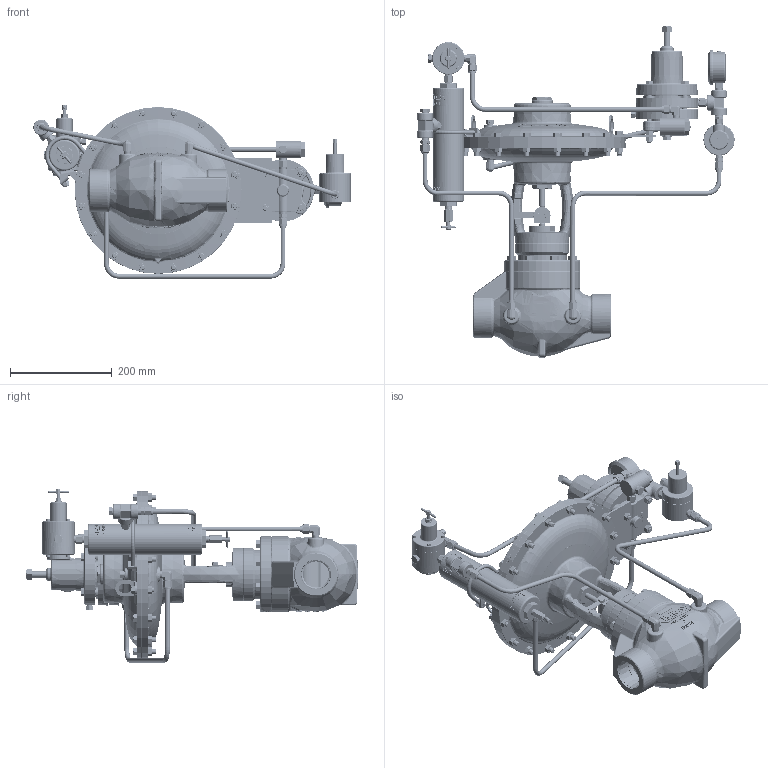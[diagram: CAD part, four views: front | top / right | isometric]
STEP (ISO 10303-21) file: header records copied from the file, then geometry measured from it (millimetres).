
FILE_DESCRIPTION (( 'STEP AP214' ), '1' );
FILE_NAME ('CVS2150SMT30-HPPR.STEP', '2024-04-24T13:28:38', ( '' ), ( '' ), 'SwSTEP 2.0', 'SolidWorks 2019', '' );
FILE_SCHEMA (( 'AUTOMOTIVE_DESIGN' ));
Length unit declared in the file: inch
Products named in the file (1): CVS2150SMT30-HPPR
Bounding box: 622.35 x 651.29 x 339.97 mm (x, y, z)
Volume: 10835666.9 mm3; surface area: 1030774.2 mm2
Topology: 8 solids, 17 shells, 9250 faces, 23720 edges, 14899 vertices
Faces by surface type: plane 3619, bspline 2753, cone 1119, cylinder 1110, torus 519, sphere 130
Entity records: 593859 total; most frequent: CARTESIAN_POINT 324935, ORIENTED_EDGE 47164, DIRECTION 32941, EDGE_CURVE 23582, VERTEX_POINT 14897, AXIS2_PLACEMENT_3D 11623, EDGE_LOOP 9841, VECTOR 9695
